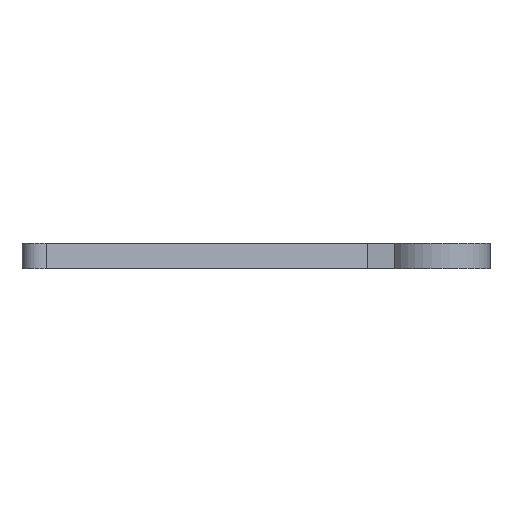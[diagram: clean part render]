
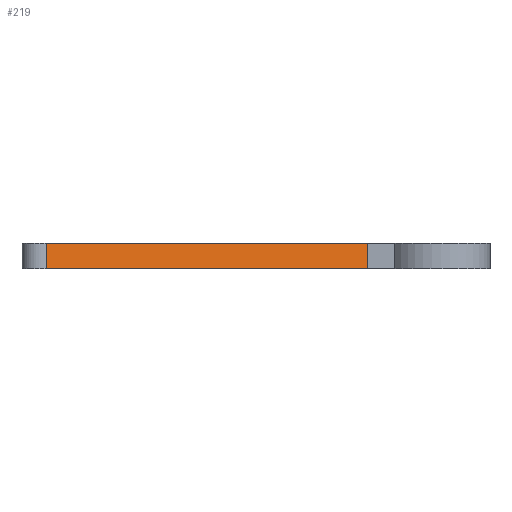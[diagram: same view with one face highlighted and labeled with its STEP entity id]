
A CAD part, front view. The second image highlights one B-rep face of the part: STEP entity #219.
In plain terms, the highlighted face is planar.
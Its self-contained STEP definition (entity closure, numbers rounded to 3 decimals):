
#18 = CARTESIAN_POINT ( 'NONE',  ( -299.957, 155., -113.638 ) ) ;
#52 = LINE ( 'NONE', #639, #621 ) ;
#167 = LINE ( 'NONE', #526, #434 ) ;
#171 = ORIENTED_EDGE ( 'NONE', *, *, #1030, .T. ) ;
#186 = VERTEX_POINT ( 'NONE', #1104 ) ;
#205 = DIRECTION ( 'NONE',  ( 0.846, -0.533, 0. ) ) ;
#219 = ADVANCED_FACE ( 'NONE', ( #1237 ), #883, .T. ) ;
#221 = CARTESIAN_POINT ( 'NONE',  ( -299.957, 155., -113.638 ) ) ;
#311 = VERTEX_POINT ( 'NONE', #221 ) ;
#337 = CARTESIAN_POINT ( 'NONE',  ( -198.033, 90.87, -113.638 ) ) ;
#347 = VECTOR ( 'NONE', #672, 1000. ) ;
#351 = EDGE_CURVE ( 'NONE', #311, #679, #907, .T. ) ;
#356 = ORIENTED_EDGE ( 'NONE', *, *, #1098, .T. ) ;
#434 = VECTOR ( 'NONE', #954, 1000. ) ;
#473 = AXIS2_PLACEMENT_3D ( 'NONE', #1220, #1321, #205 ) ;
#526 = CARTESIAN_POINT ( 'NONE',  ( -299.957, 155., -121.638 ) ) ;
#618 = EDGE_CURVE ( 'NONE', #630, #186, #167, .T. ) ;
#621 = VECTOR ( 'NONE', #1406, 1000. ) ;
#630 = VERTEX_POINT ( 'NONE', #640 ) ;
#639 = CARTESIAN_POINT ( 'NONE',  ( -299.957, 155., -113.638 ) ) ;
#640 = CARTESIAN_POINT ( 'NONE',  ( -299.957, 155., -121.638 ) ) ;
#672 = DIRECTION ( 'NONE',  ( 0.846, -0.533, 0. ) ) ;
#679 = VERTEX_POINT ( 'NONE', #337 ) ;
#761 = VECTOR ( 'NONE', #1195, 1000. ) ;
#803 = ORIENTED_EDGE ( 'NONE', *, *, #351, .F. ) ;
#883 = PLANE ( 'NONE',  #473 ) ;
#907 = LINE ( 'NONE', #18, #347 ) ;
#954 = DIRECTION ( 'NONE',  ( 0.846, -0.533, 0. ) ) ;
#1030 = EDGE_CURVE ( 'NONE', #311, #630, #52, .T. ) ;
#1055 = ORIENTED_EDGE ( 'NONE', *, *, #618, .T. ) ;
#1098 = EDGE_CURVE ( 'NONE', #186, #679, #1375, .T. ) ;
#1104 = CARTESIAN_POINT ( 'NONE',  ( -198.033, 90.87, -121.638 ) ) ;
#1195 = DIRECTION ( 'NONE',  ( 0., 0., 1. ) ) ;
#1202 = EDGE_LOOP ( 'NONE', ( #1055, #356, #803, #171 ) ) ;
#1220 = CARTESIAN_POINT ( 'NONE',  ( -299.957, 155., -113.638 ) ) ;
#1237 = FACE_OUTER_BOUND ( 'NONE', #1202, .T. ) ;
#1294 = CARTESIAN_POINT ( 'NONE',  ( -198.033, 90.87, -113.638 ) ) ;
#1321 = DIRECTION ( 'NONE',  ( -0.533, -0.846, 0. ) ) ;
#1375 = LINE ( 'NONE', #1294, #761 ) ;
#1406 = DIRECTION ( 'NONE',  ( 0., 0., -1. ) ) ;
